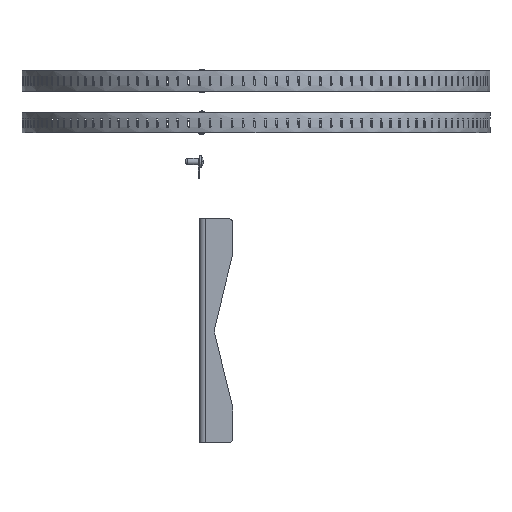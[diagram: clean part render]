
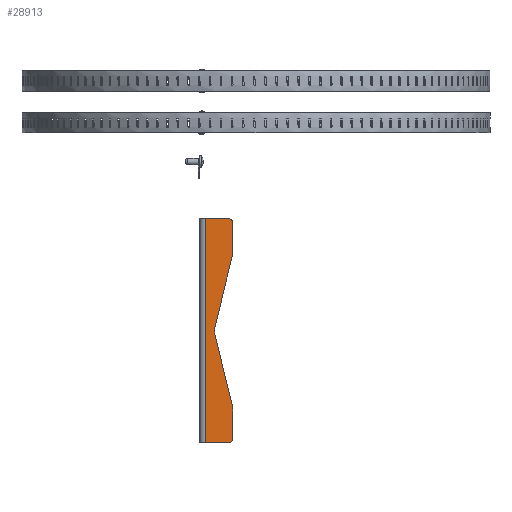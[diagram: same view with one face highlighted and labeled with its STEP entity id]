
A CAD part, left-side view. The second image highlights one B-rep face of the part: STEP entity #28913.
In plain terms, the highlighted planar face has unit normal (-1, 0, 0).
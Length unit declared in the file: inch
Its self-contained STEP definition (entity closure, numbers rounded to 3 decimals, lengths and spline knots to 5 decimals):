
#280 = EDGE_CURVE ( 'NONE', #27657, #25173, #22798, .T. ) ;
#324 = DIRECTION ( 'NONE',  ( 0., 0.236, 0.972 ) ) ;
#335 = EDGE_CURVE ( 'NONE', #2541, #3298, #13626, .T. ) ;
#747 = LINE ( 'NONE', #40649, #6845 ) ;
#2374 = CARTESIAN_POINT ( 'NONE',  ( -0.925, 0., 2.125 ) ) ;
#2541 = VERTEX_POINT ( 'NONE', #3959 ) ;
#3298 = VERTEX_POINT ( 'NONE', #15102 ) ;
#3936 = DIRECTION ( 'NONE',  ( -1., 0., 0. ) ) ;
#3959 = CARTESIAN_POINT ( 'NONE',  ( -0.925, 0.5, -0.0625 ) ) ;
#4796 = CARTESIAN_POINT ( 'NONE',  ( -0.925, 0., -2.96555 ) ) ;
#4953 = DIRECTION ( 'NONE',  ( 0., -1., 0. ) ) ;
#5465 = CARTESIAN_POINT ( 'NONE',  ( -0.925, 0.65264, -3.09055 ) ) ;
#5504 = VERTEX_POINT ( 'NONE', #8925 ) ;
#6322 = DIRECTION ( 'NONE',  ( 0., 0., -1. ) ) ;
#6325 = VECTOR ( 'NONE', #25132, 39.37008 ) ;
#6794 = DIRECTION ( 'NONE',  ( 0., 1., 0. ) ) ;
#6845 = VECTOR ( 'NONE', #324, 39.37008 ) ;
#8440 = CIRCLE ( 'NONE', #30719, 0.125 ) ;
#8538 = DIRECTION ( 'NONE',  ( 0., 1., 0. ) ) ;
#8925 = CARTESIAN_POINT ( 'NONE',  ( -0.925, 0.125, 3.09055 ) ) ;
#9067 = DIRECTION ( 'NONE',  ( 0., -0.236, 0.972 ) ) ;
#9322 = EDGE_LOOP ( 'NONE', ( #18871, #39247, #26541, #14940, #10240, #12610, #23335, #25223, #10481, #37317 ) ) ;
#10240 = ORIENTED_EDGE ( 'NONE', *, *, #23139, .T. ) ;
#10414 = EDGE_CURVE ( 'NONE', #25173, #2541, #747, .T. ) ;
#10481 = ORIENTED_EDGE ( 'NONE', *, *, #10414, .T. ) ;
#11630 = CARTESIAN_POINT ( 'NONE',  ( -0.925, 0., 0. ) ) ;
#12142 = VECTOR ( 'NONE', #43062, 39.37008 ) ;
#12406 = VECTOR ( 'NONE', #9067, 39.37008 ) ;
#12610 = ORIENTED_EDGE ( 'NONE', *, *, #15472, .F. ) ;
#13530 = CARTESIAN_POINT ( 'NONE',  ( -0.925, 0.125, -2.96555 ) ) ;
#13626 = LINE ( 'NONE', #36541, #12142 ) ;
#14940 = ORIENTED_EDGE ( 'NONE', *, *, #28476, .F. ) ;
#14942 = VECTOR ( 'NONE', #26301, 39.37008 ) ;
#15102 = CARTESIAN_POINT ( 'NONE',  ( -0.925, 0.5, 0.0625 ) ) ;
#15381 = CARTESIAN_POINT ( 'NONE',  ( -0.925, 0.65264, 3.09055 ) ) ;
#15428 = VECTOR ( 'NONE', #4953, 39.37008 ) ;
#15472 = EDGE_CURVE ( 'NONE', #32392, #40359, #25526, .T. ) ;
#17918 = CARTESIAN_POINT ( 'NONE',  ( -0.925, 0.76, 3.09055 ) ) ;
#18426 = CARTESIAN_POINT ( 'NONE',  ( -0.925, 0.5, 0.0625 ) ) ;
#18434 = LINE ( 'NONE', #15381, #15428 ) ;
#18545 = VERTEX_POINT ( 'NONE', #37187 ) ;
#18871 = ORIENTED_EDGE ( 'NONE', *, *, #21059, .T. ) ;
#19826 = CARTESIAN_POINT ( 'NONE',  ( -0.925, 0.76, 0. ) ) ;
#21059 = EDGE_CURVE ( 'NONE', #3298, #26711, #31963, .T. ) ;
#21454 = VERTEX_POINT ( 'NONE', #17918 ) ;
#22383 = AXIS2_PLACEMENT_3D ( 'NONE', #11630, #35200, #24938 ) ;
#22798 = LINE ( 'NONE', #40213, #14942 ) ;
#23101 = LINE ( 'NONE', #19826, #38947 ) ;
#23139 = EDGE_CURVE ( 'NONE', #21454, #40359, #23101, .T. ) ;
#23335 = ORIENTED_EDGE ( 'NONE', *, *, #35298, .T. ) ;
#23684 = CIRCLE ( 'NONE', #30662, 0.125 ) ;
#24539 = CARTESIAN_POINT ( 'NONE',  ( -0.925, 0.76, -3.09055 ) ) ;
#24938 = DIRECTION ( 'NONE',  ( 0., 0., 1. ) ) ;
#25132 = DIRECTION ( 'NONE',  ( 0., 0., 1. ) ) ;
#25173 = VERTEX_POINT ( 'NONE', #36882 ) ;
#25223 = ORIENTED_EDGE ( 'NONE', *, *, #280, .T. ) ;
#25526 = LINE ( 'NONE', #5465, #27896 ) ;
#26301 = DIRECTION ( 'NONE',  ( 0., 0., 1. ) ) ;
#26541 = ORIENTED_EDGE ( 'NONE', *, *, #31469, .F. ) ;
#26711 = VERTEX_POINT ( 'NONE', #2374 ) ;
#27381 = EDGE_CURVE ( 'NONE', #26711, #18545, #28386, .T. ) ;
#27657 = VERTEX_POINT ( 'NONE', #4796 ) ;
#27761 = DIRECTION ( 'NONE',  ( 1., 0., 0. ) ) ;
#27896 = VECTOR ( 'NONE', #8538, 39.37008 ) ;
#28213 = FACE_OUTER_BOUND ( 'NONE', #9322, .T. ) ;
#28386 = LINE ( 'NONE', #41667, #6325 ) ;
#28476 = EDGE_CURVE ( 'NONE', #21454, #5504, #18434, .T. ) ;
#28913 = ADVANCED_FACE ( 'NONE', ( #28213 ), #41496, .T. ) ;
#30662 = AXIS2_PLACEMENT_3D ( 'NONE', #34109, #27761, #40634 ) ;
#30719 = AXIS2_PLACEMENT_3D ( 'NONE', #13530, #3936, #6794 ) ;
#31469 = EDGE_CURVE ( 'NONE', #5504, #18545, #23684, .T. ) ;
#31963 = LINE ( 'NONE', #18426, #12406 ) ;
#32392 = VERTEX_POINT ( 'NONE', #40201 ) ;
#34109 = CARTESIAN_POINT ( 'NONE',  ( -0.925, 0.125, 2.96555 ) ) ;
#35200 = DIRECTION ( 'NONE',  ( -1., 0., 0. ) ) ;
#35298 = EDGE_CURVE ( 'NONE', #32392, #27657, #8440, .T. ) ;
#36541 = CARTESIAN_POINT ( 'NONE',  ( -0.925, 0.5, 0. ) ) ;
#36882 = CARTESIAN_POINT ( 'NONE',  ( -0.925, 0., -2.125 ) ) ;
#37187 = CARTESIAN_POINT ( 'NONE',  ( -0.925, 0., 2.96555 ) ) ;
#37317 = ORIENTED_EDGE ( 'NONE', *, *, #335, .T. ) ;
#38947 = VECTOR ( 'NONE', #6322, 39.37008 ) ;
#39247 = ORIENTED_EDGE ( 'NONE', *, *, #27381, .T. ) ;
#40201 = CARTESIAN_POINT ( 'NONE',  ( -0.925, 0.125, -3.09055 ) ) ;
#40213 = CARTESIAN_POINT ( 'NONE',  ( -0.925, 0., 0. ) ) ;
#40359 = VERTEX_POINT ( 'NONE', #24539 ) ;
#40634 = DIRECTION ( 'NONE',  ( 0., -1., 0. ) ) ;
#40649 = CARTESIAN_POINT ( 'NONE',  ( -0.925, 0., -2.125 ) ) ;
#41496 = PLANE ( 'NONE',  #22383 ) ;
#41667 = CARTESIAN_POINT ( 'NONE',  ( -0.925, 0., 0. ) ) ;
#43062 = DIRECTION ( 'NONE',  ( 0., 0., 1. ) ) ;
